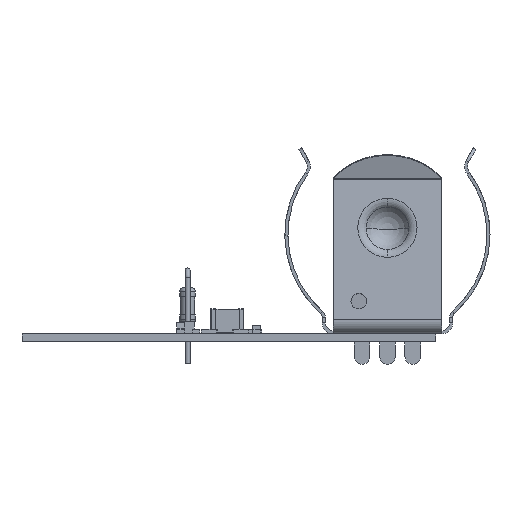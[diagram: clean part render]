
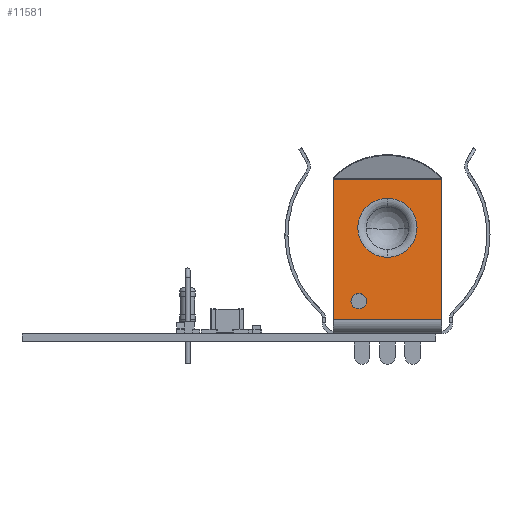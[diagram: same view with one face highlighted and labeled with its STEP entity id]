
A CAD part, front view. The second image highlights one B-rep face of the part: STEP entity #11581.
In plain terms, the highlighted face is planar.
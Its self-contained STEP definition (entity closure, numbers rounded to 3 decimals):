
#11212 = EDGE_CURVE('',#11213,#11215,#11217,.T.);
#11213 = VERTEX_POINT('',#11214);
#11214 = CARTESIAN_POINT('',(-2.93,7.664,0.));
#11215 = VERTEX_POINT('',#11216);
#11216 = CARTESIAN_POINT('',(-2.412,13.588,0.));
#11217 = CIRCLE('',#11218,2.973);
#11218 = AXIS2_PLACEMENT_3D('',#11219,#11220,#11221);
#11219 = CARTESIAN_POINT('',(-2.671,10.626,0.));
#11220 = DIRECTION('',(0.996,-0.087,0.));
#11221 = DIRECTION('',(0.087,0.996,0.));
#11256 = VERTEX_POINT('',#11257);
#11257 = CARTESIAN_POINT('',(-3.245,4.057,-2.87));
#11275 = VERTEX_POINT('',#11276);
#11276 = CARTESIAN_POINT('',(-3.383,2.489,-2.87));
#11282 = EDGE_CURVE('',#11275,#11256,#11283,.T.);
#11283 = CIRCLE('',#11284,0.787);
#11284 = AXIS2_PLACEMENT_3D('',#11285,#11286,#11287);
#11285 = CARTESIAN_POINT('',(-3.314,3.273,-2.87));
#11286 = DIRECTION('',(0.996,-0.087,0.));
#11287 = DIRECTION('',(0.087,0.996,0.));
#11581 = ADVANCED_FACE('',(#11582,#11616,#11626),#11636,.F.);
#11582 = FACE_BOUND('',#11583,.T.);
#11583 = EDGE_LOOP('',(#11584,#11594,#11602,#11610));
#11584 = ORIENTED_EDGE('',*,*,#11585,.F.);
#11585 = EDGE_CURVE('',#11586,#11588,#11590,.T.);
#11586 = VERTEX_POINT('',#11587);
#11587 = CARTESIAN_POINT('',(-3.475,1.436,5.436));
#11588 = VERTEX_POINT('',#11589);
#11589 = CARTESIAN_POINT('',(-3.475,1.436,-5.436));
#11590 = LINE('',#11591,#11592);
#11591 = CARTESIAN_POINT('',(-3.475,1.436,-5.436));
#11592 = VECTOR('',#11593,1.);
#11593 = DIRECTION('',(-0.,-0.,-1.));
#11594 = ORIENTED_EDGE('',*,*,#11595,.T.);
#11595 = EDGE_CURVE('',#11586,#11596,#11598,.T.);
#11596 = VERTEX_POINT('',#11597);
#11597 = CARTESIAN_POINT('',(-2.243,15.513,5.436));
#11598 = LINE('',#11599,#11600);
#11599 = CARTESIAN_POINT('',(-3.571,0.331,5.436));
#11600 = VECTOR('',#11601,1.);
#11601 = DIRECTION('',(0.087,0.996,0.));
#11602 = ORIENTED_EDGE('',*,*,#11603,.T.);
#11603 = EDGE_CURVE('',#11596,#11604,#11606,.T.);
#11604 = VERTEX_POINT('',#11605);
#11605 = CARTESIAN_POINT('',(-2.243,15.513,-5.436));
#11606 = LINE('',#11607,#11608);
#11607 = CARTESIAN_POINT('',(-2.243,15.513,5.436));
#11608 = VECTOR('',#11609,1.);
#11609 = DIRECTION('',(0.,0.,-1.));
#11610 = ORIENTED_EDGE('',*,*,#11611,.T.);
#11611 = EDGE_CURVE('',#11604,#11588,#11612,.T.);
#11612 = LINE('',#11613,#11614);
#11613 = CARTESIAN_POINT('',(-3.571,0.331,-5.436));
#11614 = VECTOR('',#11615,1.);
#11615 = DIRECTION('',(-0.087,-0.996,0.));
#11616 = FACE_BOUND('',#11617,.T.);
#11617 = EDGE_LOOP('',(#11618,#11625));
#11618 = ORIENTED_EDGE('',*,*,#11619,.T.);
#11619 = EDGE_CURVE('',#11256,#11275,#11620,.T.);
#11620 = CIRCLE('',#11621,0.787);
#11621 = AXIS2_PLACEMENT_3D('',#11622,#11623,#11624);
#11622 = CARTESIAN_POINT('',(-3.314,3.273,-2.87));
#11623 = DIRECTION('',(0.996,-0.087,0.));
#11624 = DIRECTION('',(0.087,0.996,0.));
#11625 = ORIENTED_EDGE('',*,*,#11282,.T.);
#11626 = FACE_BOUND('',#11627,.T.);
#11627 = EDGE_LOOP('',(#11628,#11635));
#11628 = ORIENTED_EDGE('',*,*,#11629,.T.);
#11629 = EDGE_CURVE('',#11215,#11213,#11630,.T.);
#11630 = CIRCLE('',#11631,2.973);
#11631 = AXIS2_PLACEMENT_3D('',#11632,#11633,#11634);
#11632 = CARTESIAN_POINT('',(-2.671,10.626,0.));
#11633 = DIRECTION('',(0.996,-0.087,0.));
#11634 = DIRECTION('',(0.087,0.996,0.));
#11635 = ORIENTED_EDGE('',*,*,#11212,.T.);
#11636 = PLANE('',#11637);
#11637 = AXIS2_PLACEMENT_3D('',#11638,#11639,#11640);
#11638 = CARTESIAN_POINT('',(-3.571,0.331,5.436));
#11639 = DIRECTION('',(0.996,-0.087,0.));
#11640 = DIRECTION('',(0.,0.,-1.));
